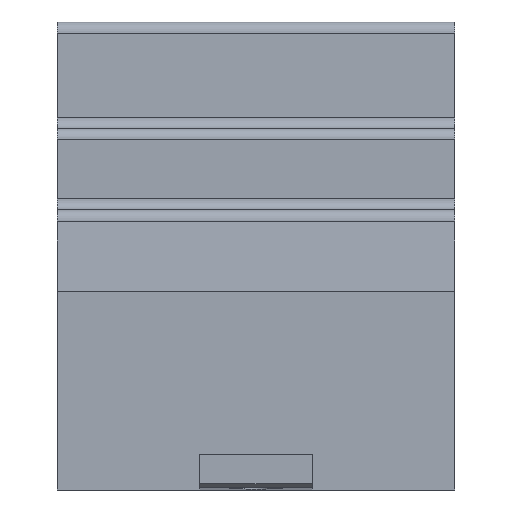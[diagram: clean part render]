
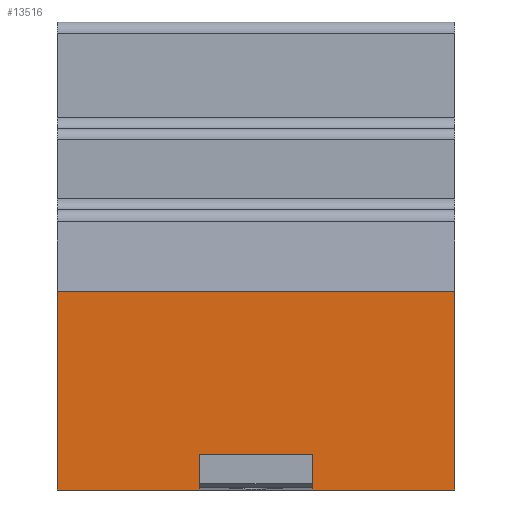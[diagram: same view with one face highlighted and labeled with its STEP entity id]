
A CAD part, front view. The second image highlights one B-rep face of the part: STEP entity #13516.
In plain terms, the highlighted planar face has unit normal (0, -1, 0).
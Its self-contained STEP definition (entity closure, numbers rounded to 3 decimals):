
#6235=CARTESIAN_POINT('',(53.5,-44.695,21.697));
#6236=VERTEX_POINT('',#6235);
#6243=CARTESIAN_POINT('',(53.5,-44.695,-5.003));
#6244=VERTEX_POINT('',#6243);
#6245=CARTESIAN_POINT('',(53.5,-44.695,-5.003));
#6246=DIRECTION('',(0.0,0.0,1.0));
#6247=VECTOR('',#6246,26.699);
#6248=LINE('',#6245,#6247);
#6249=EDGE_CURVE('',#6244,#6236,#6248,.T.);
#10267=CARTESIAN_POINT('',(19.15,-44.695,-5.003));
#10268=VERTEX_POINT('',#10267);
#10275=CARTESIAN_POINT('',(34.35,-44.695,-5.003));
#10276=VERTEX_POINT('',#10275);
#10306=CARTESIAN_POINT('',(19.15,-44.695,-0.253));
#10307=VERTEX_POINT('',#10306);
#10324=CARTESIAN_POINT('',(34.35,-44.695,-0.253));
#10325=VERTEX_POINT('',#10324);
#10332=CARTESIAN_POINT('',(19.15,-44.695,-0.253));
#10333=DIRECTION('',(1.0,0.0,0.0));
#10334=VECTOR('',#10333,15.2);
#10335=LINE('',#10332,#10334);
#10336=EDGE_CURVE('',#10307,#10325,#10335,.T.);
#10379=CARTESIAN_POINT('',(19.15,-44.695,-5.003));
#10380=DIRECTION('',(0.0,0.0,1.0));
#10381=VECTOR('',#10380,4.749);
#10382=LINE('',#10379,#10381);
#10383=EDGE_CURVE('',#10268,#10307,#10382,.T.);
#10397=CARTESIAN_POINT('',(34.35,-44.695,-0.253));
#10398=DIRECTION('',(0.0,0.0,-1.0));
#10399=VECTOR('',#10398,4.749);
#10400=LINE('',#10397,#10399);
#10401=EDGE_CURVE('',#10325,#10276,#10400,.T.);
#13465=CARTESIAN_POINT('',(0.0,-44.695,21.697));
#13466=VERTEX_POINT('',#13465);
#13473=CARTESIAN_POINT('',(53.5,-44.695,21.697));
#13474=DIRECTION('',(-1.0,0.0,0.0));
#13475=VECTOR('',#13474,53.5);
#13476=LINE('',#13473,#13475);
#13477=EDGE_CURVE('',#6236,#13466,#13476,.T.);
#13484=CARTESIAN_POINT('',(17.5,-44.695,21.697));
#13485=DIRECTION('',(0.0,-1.0,0.0));
#13486=DIRECTION('',(1.0,0.0,0.0));
#13487=AXIS2_PLACEMENT_3D('',#13484,#13485,#13486);
#13488=PLANE('',#13487);
#13489=CARTESIAN_POINT('',(0.0,-44.695,-5.003));
#13490=VERTEX_POINT('',#13489);
#13491=CARTESIAN_POINT('',(19.15,-44.695,-5.003));
#13492=DIRECTION('',(-1.0,0.0,0.0));
#13493=VECTOR('',#13492,19.15);
#13494=LINE('',#13491,#13493);
#13495=EDGE_CURVE('',#10268,#13490,#13494,.T.);
#13496=ORIENTED_EDGE('',*,*,#13495,.F.);
#13497=ORIENTED_EDGE('',*,*,#10383,.T.);
#13498=ORIENTED_EDGE('',*,*,#10336,.T.);
#13499=ORIENTED_EDGE('',*,*,#10401,.T.);
#13500=CARTESIAN_POINT('',(53.5,-44.695,-5.003));
#13501=DIRECTION('',(-1.0,0.0,0.0));
#13502=VECTOR('',#13501,19.15);
#13503=LINE('',#13500,#13502);
#13504=EDGE_CURVE('',#6244,#10276,#13503,.T.);
#13505=ORIENTED_EDGE('',*,*,#13504,.F.);
#13506=ORIENTED_EDGE('',*,*,#6249,.T.);
#13507=ORIENTED_EDGE('',*,*,#13477,.T.);
#13508=CARTESIAN_POINT('',(0.,-44.695,21.697));
#13509=DIRECTION('',(0.0,0.0,-1.0));
#13510=VECTOR('',#13509,26.699);
#13511=LINE('',#13508,#13510);
#13512=EDGE_CURVE('',#13466,#13490,#13511,.T.);
#13513=ORIENTED_EDGE('',*,*,#13512,.T.);
#13514=EDGE_LOOP('',(#13496,#13497,#13498,#13499,#13505,#13506,#13507,#13513));
#13515=FACE_OUTER_BOUND('',#13514,.T.);
#13516=ADVANCED_FACE('',(#13515),#13488,.T.);
